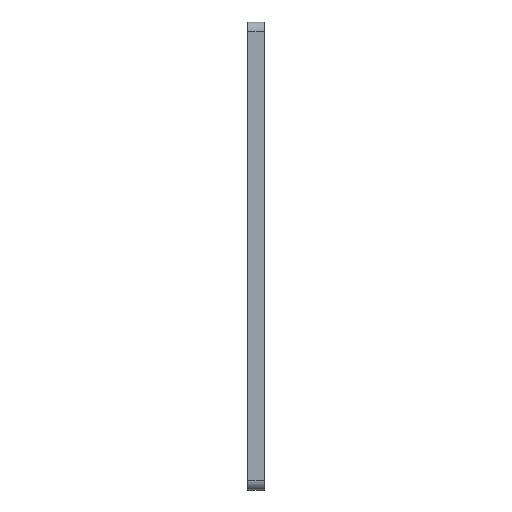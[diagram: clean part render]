
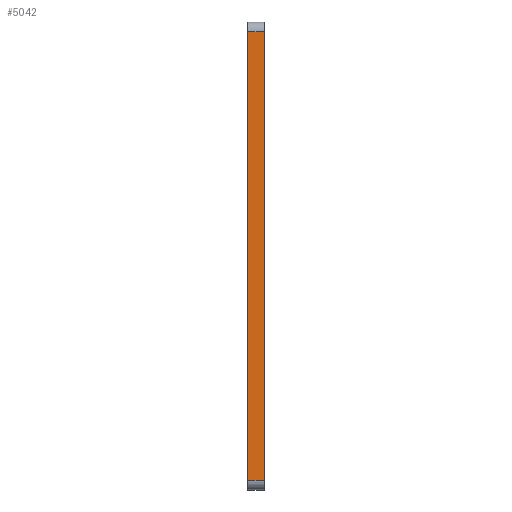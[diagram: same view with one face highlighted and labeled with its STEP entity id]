
A CAD part, left-side view. The second image highlights one B-rep face of the part: STEP entity #5042.
In plain terms, the highlighted planar face has unit normal (-1, 0, 0).
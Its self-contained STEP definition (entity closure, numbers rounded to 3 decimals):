
#394 = LINE ( 'NONE', #21895, #34038 ) ;
#1447 = VECTOR ( 'NONE', #34180, 1000. ) ;
#5042 = ADVANCED_FACE ( 'NONE', ( #13668 ), #24534, .F. ) ;
#5098 = ORIENTED_EDGE ( 'NONE', *, *, #29226, .F. ) ;
#5342 = CARTESIAN_POINT ( 'NONE',  ( -98., 10., -137.5 ) ) ;
#5846 = VERTEX_POINT ( 'NONE', #18941 ) ;
#6906 = DIRECTION ( 'NONE',  ( 0., -1., 0. ) ) ;
#7333 = DIRECTION ( 'NONE',  ( 1., 0., 0. ) ) ;
#7808 = DIRECTION ( 'NONE',  ( 0., 0., -1. ) ) ;
#8911 = LINE ( 'NONE', #11724, #1447 ) ;
#9985 = ORIENTED_EDGE ( 'NONE', *, *, #24855, .T. ) ;
#11506 = VERTEX_POINT ( 'NONE', #16685 ) ;
#11724 = CARTESIAN_POINT ( 'NONE',  ( -98., 10., 137.5 ) ) ;
#11867 = DIRECTION ( 'NONE',  ( 0., 0., 1. ) ) ;
#11970 = EDGE_CURVE ( 'NONE', #5846, #11506, #394, .T. ) ;
#12442 = VERTEX_POINT ( 'NONE', #18915 ) ;
#13668 = FACE_OUTER_BOUND ( 'NONE', #19760, .T. ) ;
#14192 = ORIENTED_EDGE ( 'NONE', *, *, #22833, .F. ) ;
#16685 = CARTESIAN_POINT ( 'NONE',  ( -98., 0., 137.5 ) ) ;
#18915 = CARTESIAN_POINT ( 'NONE',  ( -98., 10., 137.5 ) ) ;
#18941 = CARTESIAN_POINT ( 'NONE',  ( -98., 0., -137.5 ) ) ;
#19760 = EDGE_LOOP ( 'NONE', ( #25010, #14192, #5098, #9985 ) ) ;
#20414 = CARTESIAN_POINT ( 'NONE',  ( -98., 10., -137.5 ) ) ;
#21355 = VERTEX_POINT ( 'NONE', #5342 ) ;
#21895 = CARTESIAN_POINT ( 'NONE',  ( -98., 0., -137.5 ) ) ;
#22833 = EDGE_CURVE ( 'NONE', #12442, #11506, #8911, .T. ) ;
#23573 = VECTOR ( 'NONE', #6906, 1000. ) ;
#23620 = CARTESIAN_POINT ( 'NONE',  ( -98., 10., -137.5 ) ) ;
#24409 = CARTESIAN_POINT ( 'NONE',  ( -98., 10., -137.5 ) ) ;
#24534 = PLANE ( 'NONE',  #29738 ) ;
#24830 = DIRECTION ( 'NONE',  ( 0., 0., 1. ) ) ;
#24855 = EDGE_CURVE ( 'NONE', #21355, #5846, #36247, .T. ) ;
#25010 = ORIENTED_EDGE ( 'NONE', *, *, #11970, .T. ) ;
#26510 = LINE ( 'NONE', #20414, #30450 ) ;
#29226 = EDGE_CURVE ( 'NONE', #21355, #12442, #26510, .T. ) ;
#29738 = AXIS2_PLACEMENT_3D ( 'NONE', #24409, #7333, #7808 ) ;
#30450 = VECTOR ( 'NONE', #11867, 1000. ) ;
#34038 = VECTOR ( 'NONE', #24830, 1000. ) ;
#34180 = DIRECTION ( 'NONE',  ( 0., -1., 0. ) ) ;
#36247 = LINE ( 'NONE', #23620, #23573 ) ;
